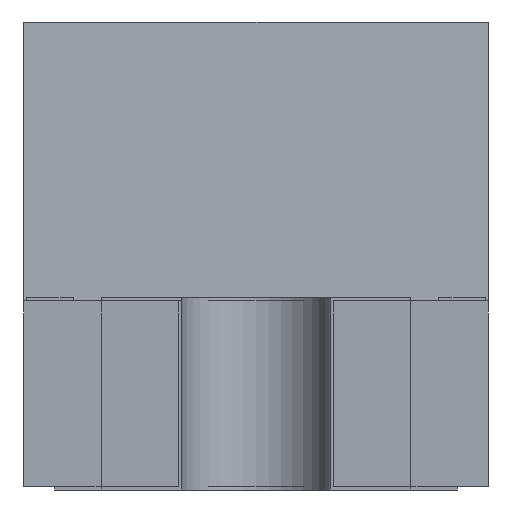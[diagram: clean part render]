
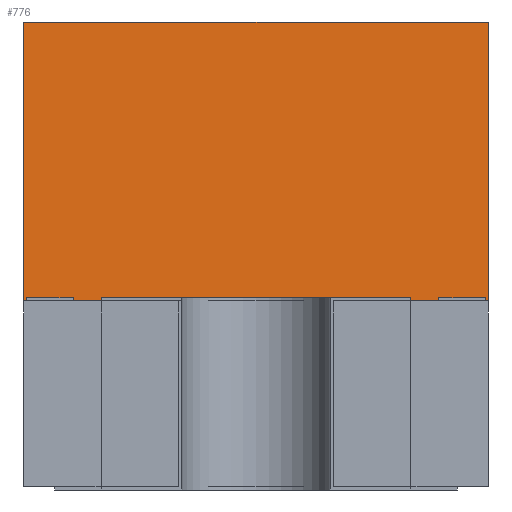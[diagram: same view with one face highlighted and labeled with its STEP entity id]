
A CAD part, front view. The second image highlights one B-rep face of the part: STEP entity #776.
In plain terms, the highlighted planar face has unit normal (0, -0.999, 0.056).
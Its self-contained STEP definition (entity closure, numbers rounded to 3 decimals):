
#677 = VERTEX_POINT('',#678);
#678 = CARTESIAN_POINT('',(0.,0.5,0.6));
#684 = EDGE_CURVE('',#685,#677,#687,.T.);
#685 = VERTEX_POINT('',#686);
#686 = CARTESIAN_POINT('',(1.5,0.5,0.6));
#687 = LINE('',#688,#689);
#688 = CARTESIAN_POINT('',(1.5,0.5,0.6));
#689 = VECTOR('',#690,1.);
#690 = DIRECTION('',(-1.,0.,0.));
#707 = EDGE_CURVE('',#685,#708,#710,.T.);
#708 = VERTEX_POINT('',#709);
#709 = CARTESIAN_POINT('',(1.5,0.55,1.5));
#710 = B_SPLINE_CURVE_WITH_KNOTS('',1,(#711,#712),.UNSPECIFIED.,.F.,.F.,
  (2,2),(0.,1.),.PIECEWISE_BEZIER_KNOTS.);
#711 = CARTESIAN_POINT('',(1.5,0.5,0.6));
#712 = CARTESIAN_POINT('',(1.5,0.55,1.5));
#731 = VERTEX_POINT('',#732);
#732 = CARTESIAN_POINT('',(0.,0.55,1.5));
#738 = EDGE_CURVE('',#708,#731,#739,.T.);
#739 = LINE('',#740,#741);
#740 = CARTESIAN_POINT('',(1.5,0.55,1.5));
#741 = VECTOR('',#742,1.);
#742 = DIRECTION('',(-1.,0.,0.));
#767 = EDGE_CURVE('',#677,#731,#768,.T.);
#768 = B_SPLINE_CURVE_WITH_KNOTS('',1,(#769,#770),.UNSPECIFIED.,.F.,.F.,
  (2,2),(0.,1.),.PIECEWISE_BEZIER_KNOTS.);
#769 = CARTESIAN_POINT('',(0.,0.5,0.6));
#770 = CARTESIAN_POINT('',(0.,0.55,1.5));
#776 = ADVANCED_FACE('',(#777),#783,.F.);
#777 = FACE_BOUND('',#778,.F.);
#778 = EDGE_LOOP('',(#779,#780,#781,#782));
#779 = ORIENTED_EDGE('',*,*,#684,.T.);
#780 = ORIENTED_EDGE('',*,*,#767,.T.);
#781 = ORIENTED_EDGE('',*,*,#738,.F.);
#782 = ORIENTED_EDGE('',*,*,#707,.F.);
#783 = PLANE('',#784);
#784 = AXIS2_PLACEMENT_3D('',#785,#786,#787);
#785 = CARTESIAN_POINT('',(1.5,0.55,1.5));
#786 = DIRECTION('',(0.,0.998,-0.055));
#787 = DIRECTION('',(-1.,0.,0.));
